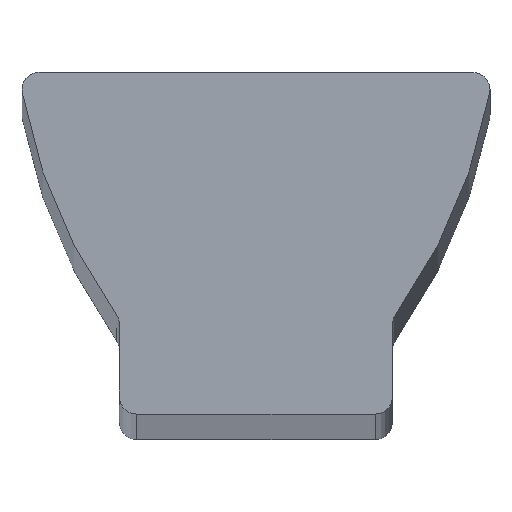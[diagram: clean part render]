
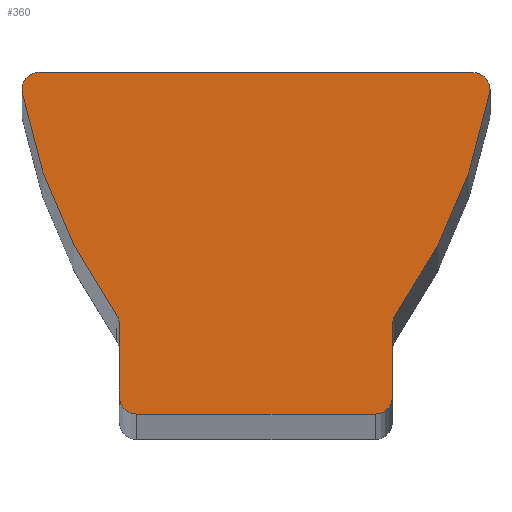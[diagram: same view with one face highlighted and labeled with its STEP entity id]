
A CAD part, top view. The second image highlights one B-rep face of the part: STEP entity #360.
In plain terms, the highlighted planar face has unit normal (0, 0, 1).
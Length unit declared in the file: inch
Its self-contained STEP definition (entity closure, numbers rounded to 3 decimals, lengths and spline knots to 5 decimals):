
#3 = DIRECTION ( 'NONE',  ( 0., 0., -1. ) ) ;
#6 = CARTESIAN_POINT ( 'NONE',  ( 0.1917, 0.1364, 0.3125 ) ) ;
#9 = DIRECTION ( 'NONE',  ( 0., 0., 1. ) ) ;
#14 = EDGE_CURVE ( 'NONE', #329, #22, #418, .T. ) ;
#18 = ORIENTED_EDGE ( 'NONE', *, *, #289, .T. ) ;
#20 = PLANE ( 'NONE',  #505 ) ;
#21 = AXIS2_PLACEMENT_3D ( 'NONE', #337, #41, #291 ) ;
#22 = VERTEX_POINT ( 'NONE', #389 ) ;
#28 = DIRECTION ( 'NONE',  ( 0., -1., 0. ) ) ;
#31 = VERTEX_POINT ( 'NONE', #305 ) ;
#32 = EDGE_CURVE ( 'NONE', #251, #484, #79, .T. ) ;
#33 = DIRECTION ( 'NONE',  ( 1., 0., 0. ) ) ;
#37 = EDGE_CURVE ( 'NONE', #103, #48, #197, .T. ) ;
#41 = DIRECTION ( 'NONE',  ( 0., 0., -1. ) ) ;
#43 = DIRECTION ( 'NONE',  ( 0., 0., 1. ) ) ;
#48 = VERTEX_POINT ( 'NONE', #6 ) ;
#57 = EDGE_CURVE ( 'NONE', #218, #341, #212, .T. ) ;
#68 = CIRCLE ( 'NONE', #216, 0.7614 ) ;
#70 = CARTESIAN_POINT ( 'NONE',  ( -0.1639, 0., 0.3125 ) ) ;
#71 = VECTOR ( 'NONE', #28, 39.37008 ) ;
#72 = VERTEX_POINT ( 'NONE', #342 ) ;
#74 = CARTESIAN_POINT ( 'NONE',  ( 0.32129, 0.44563, 0.3125 ) ) ;
#77 = CARTESIAN_POINT ( 'NONE',  ( 0.29782, 0.44563, 0.3125 ) ) ;
#79 = CIRCLE ( 'NONE', #255, 0.02347 ) ;
#84 = EDGE_CURVE ( 'NONE', #48, #472, #288, .T. ) ;
#88 = CARTESIAN_POINT ( 'NONE',  ( 0.2978, 0.4691, 0.3125 ) ) ;
#91 = DIRECTION ( 'NONE',  ( 1., 0., 0. ) ) ;
#103 = VERTEX_POINT ( 'NONE', #428 ) ;
#117 = EDGE_CURVE ( 'NONE', #31, #329, #390, .T. ) ;
#120 = EDGE_CURVE ( 'NONE', #484, #218, #375, .T. ) ;
#126 = DIRECTION ( 'NONE',  ( -1., 0., 0. ) ) ;
#127 = CARTESIAN_POINT ( 'NONE',  ( -0.428, 0.57877, 0.3125 ) ) ;
#129 = DIRECTION ( 'NONE',  ( -1., 0., 0. ) ) ;
#132 = DIRECTION ( 'NONE',  ( 1., 0., 0. ) ) ;
#144 = DIRECTION ( 'NONE',  ( 1., 0., 0. ) ) ;
#149 = EDGE_CURVE ( 'NONE', #234, #72, #261, .T. ) ;
#154 = VECTOR ( 'NONE', #126, 39.37008 ) ;
#173 = ORIENTED_EDGE ( 'NONE', *, *, #84, .T. ) ;
#174 = CARTESIAN_POINT ( 'NONE',  ( -0.29782, 0.44563, 0.3125 ) ) ;
#177 = EDGE_CURVE ( 'NONE', #232, #103, #464, .T. ) ;
#178 = CARTESIAN_POINT ( 'NONE',  ( 0.29782, 0.44563, 0.3125 ) ) ;
#179 = ORIENTED_EDGE ( 'NONE', *, *, #37, .T. ) ;
#186 = ORIENTED_EDGE ( 'NONE', *, *, #117, .T. ) ;
#188 = LINE ( 'NONE', #496, #71 ) ;
#189 = CARTESIAN_POINT ( 'NONE',  ( 0.1639, 0.0235, 0.3125 ) ) ;
#197 = CIRCLE ( 'NONE', #322, 0.02366 ) ;
#201 = ORIENTED_EDGE ( 'NONE', *, *, #210, .T. ) ;
#208 = ORIENTED_EDGE ( 'NONE', *, *, #177, .T. ) ;
#209 = CARTESIAN_POINT ( 'NONE',  ( 0.1874, 0.0235, 0.3125 ) ) ;
#210 = EDGE_CURVE ( 'NONE', #472, #251, #453, .T. ) ;
#212 = CIRCLE ( 'NONE', #372, 0.02347 ) ;
#216 = AXIS2_PLACEMENT_3D ( 'NONE', #310, #9, #262 ) ;
#218 = VERTEX_POINT ( 'NONE', #244 ) ;
#225 = AXIS2_PLACEMENT_3D ( 'NONE', #77, #333, #33 ) ;
#231 = CARTESIAN_POINT ( 'NONE',  ( 0.3209, 0.4414, 0.3125 ) ) ;
#232 = VERTEX_POINT ( 'NONE', #209 ) ;
#234 = VERTEX_POINT ( 'NONE', #414 ) ;
#236 = VECTOR ( 'NONE', #420, 39.37008 ) ;
#244 = CARTESIAN_POINT ( 'NONE',  ( -0.2978, 0.4691, 0.3125 ) ) ;
#251 = VERTEX_POINT ( 'NONE', #74 ) ;
#253 = DIRECTION ( 'NONE',  ( -1., 0., 0. ) ) ;
#255 = AXIS2_PLACEMENT_3D ( 'NONE', #178, #433, #132 ) ;
#261 = CIRCLE ( 'NONE', #21, 0.02366 ) ;
#262 = DIRECTION ( 'NONE',  ( -1., 0., 0. ) ) ;
#270 = DIRECTION ( 'NONE',  ( 0., 0., 1. ) ) ;
#279 = ORIENTED_EDGE ( 'NONE', *, *, #447, .T. ) ;
#288 = CIRCLE ( 'NONE', #436, 0.7614 ) ;
#289 = EDGE_CURVE ( 'NONE', #72, #31, #188, .T. ) ;
#291 = DIRECTION ( 'NONE',  ( 1., 0., 0. ) ) ;
#293 = ORIENTED_EDGE ( 'NONE', *, *, #32, .T. ) ;
#294 = DIRECTION ( 'NONE',  ( -1., 0., 0. ) ) ;
#302 = CARTESIAN_POINT ( 'NONE',  ( 0.21106, 0.1228, 0.3125 ) ) ;
#305 = CARTESIAN_POINT ( 'NONE',  ( -0.1874, 0.0235, 0.3125 ) ) ;
#308 = VECTOR ( 'NONE', #516, 39.37008 ) ;
#310 = CARTESIAN_POINT ( 'NONE',  ( 0.428, 0.57877, 0.3125 ) ) ;
#321 = CARTESIAN_POINT ( 'NONE',  ( -0.3209, 0.4414, 0.3125 ) ) ;
#322 = AXIS2_PLACEMENT_3D ( 'NONE', #302, #3, #253 ) ;
#329 = VERTEX_POINT ( 'NONE', #70 ) ;
#332 = ORIENTED_EDGE ( 'NONE', *, *, #57, .T. ) ;
#333 = DIRECTION ( 'NONE',  ( 0., 0., 1. ) ) ;
#337 = CARTESIAN_POINT ( 'NONE',  ( -0.21106, 0.1228, 0.3125 ) ) ;
#339 = CARTESIAN_POINT ( 'NONE',  ( -0.1639, 0.0235, 0.3125 ) ) ;
#341 = VERTEX_POINT ( 'NONE', #321 ) ;
#342 = CARTESIAN_POINT ( 'NONE',  ( -0.1874, 0.1228, 0.3125 ) ) ;
#354 = CARTESIAN_POINT ( 'NONE',  ( 0.2978, 0.4691, 0.3125 ) ) ;
#359 = CARTESIAN_POINT ( 'NONE',  ( 0.29782, 0.44563, 0.3125 ) ) ;
#360 = ADVANCED_FACE ( 'NONE', ( #524 ), #20, .T. ) ;
#372 = AXIS2_PLACEMENT_3D ( 'NONE', #174, #431, #129 ) ;
#375 = LINE ( 'NONE', #88, #154 ) ;
#376 = CARTESIAN_POINT ( 'NONE',  ( 0.1874, 0.0235, 0.3125 ) ) ;
#381 = DIRECTION ( 'NONE',  ( 0., 0., 1. ) ) ;
#389 = CARTESIAN_POINT ( 'NONE',  ( 0.1639, 0., 0.3125 ) ) ;
#390 = CIRCLE ( 'NONE', #515, 0.0235 ) ;
#391 = CARTESIAN_POINT ( 'NONE',  ( -0.1639, 0., 0.3125 ) ) ;
#414 = CARTESIAN_POINT ( 'NONE',  ( -0.1917, 0.1364, 0.3125 ) ) ;
#418 = LINE ( 'NONE', #391, #308 ) ;
#420 = DIRECTION ( 'NONE',  ( 0., 1., 0. ) ) ;
#421 = CIRCLE ( 'NONE', #537, 0.0235 ) ;
#423 = EDGE_LOOP ( 'NONE', ( #201, #293, #444, #332, #513, #525, #18, #186, #509, #279, #208, #179, #173 ) ) ;
#428 = CARTESIAN_POINT ( 'NONE',  ( 0.1874, 0.1228, 0.3125 ) ) ;
#431 = DIRECTION ( 'NONE',  ( 0., 0., 1. ) ) ;
#433 = DIRECTION ( 'NONE',  ( 0., 0., 1. ) ) ;
#436 = AXIS2_PLACEMENT_3D ( 'NONE', #127, #381, #91 ) ;
#444 = ORIENTED_EDGE ( 'NONE', *, *, #120, .T. ) ;
#445 = DIRECTION ( 'NONE',  ( 0., 0., 1. ) ) ;
#447 = EDGE_CURVE ( 'NONE', #22, #232, #421, .T. ) ;
#453 = CIRCLE ( 'NONE', #225, 0.02347 ) ;
#464 = LINE ( 'NONE', #376, #236 ) ;
#472 = VERTEX_POINT ( 'NONE', #231 ) ;
#484 = VERTEX_POINT ( 'NONE', #354 ) ;
#492 = EDGE_CURVE ( 'NONE', #341, #234, #68, .T. ) ;
#496 = CARTESIAN_POINT ( 'NONE',  ( -0.1874, 0.0235, 0.3125 ) ) ;
#505 = AXIS2_PLACEMENT_3D ( 'NONE', #359, #270, #531 ) ;
#509 = ORIENTED_EDGE ( 'NONE', *, *, #14, .T. ) ;
#513 = ORIENTED_EDGE ( 'NONE', *, *, #492, .T. ) ;
#515 = AXIS2_PLACEMENT_3D ( 'NONE', #339, #43, #294 ) ;
#516 = DIRECTION ( 'NONE',  ( 1., 0., 0. ) ) ;
#524 = FACE_OUTER_BOUND ( 'NONE', #423, .T. ) ;
#525 = ORIENTED_EDGE ( 'NONE', *, *, #149, .T. ) ;
#531 = DIRECTION ( 'NONE',  ( 1., 0., 0. ) ) ;
#537 = AXIS2_PLACEMENT_3D ( 'NONE', #189, #445, #144 ) ;
